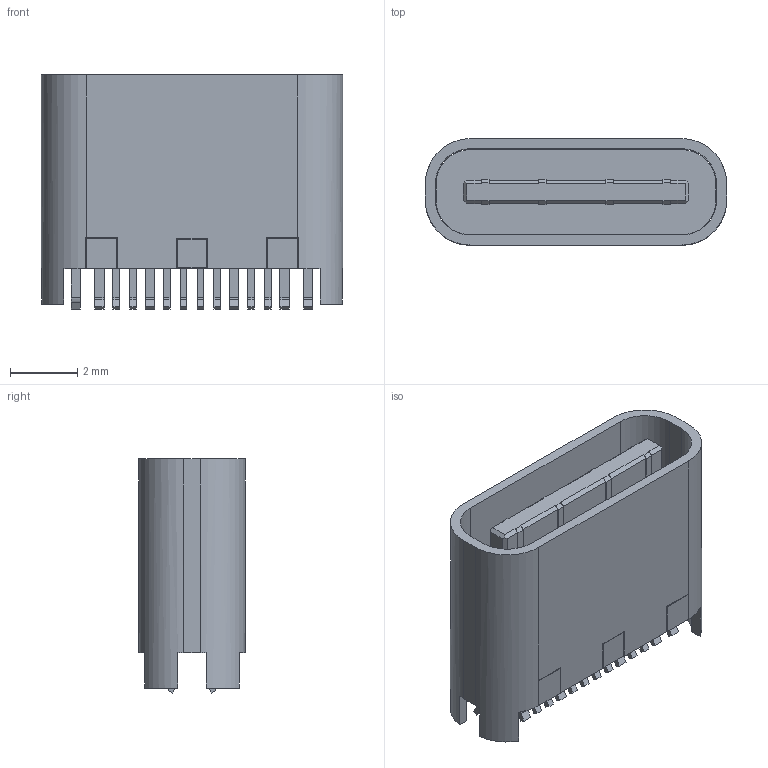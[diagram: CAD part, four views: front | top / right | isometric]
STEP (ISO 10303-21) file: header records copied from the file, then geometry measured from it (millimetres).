
FILE_DESCRIPTION((''),'2;1');
FILE_NAME('JACK-USBC-241SMTV-4BQC14_ASM','2022-10-18T10:40:54',('jirenqiang'),(''),'CREO PARAMETRIC BY PTC INC, 2018050','CREO PARAMETRIC BY PTC INC, 2018050','');
FILE_SCHEMA(('CONFIG_CONTROL_DESIGN'));
Length unit declared in the file: millimetre
Products named in the file (10): JACK-USBC-241SMTV-4BQC14-2; JACK-USBC-241SMTV-4BQC14-3; JACK-USBC-241SMTV-4BQC14-4; JACK-USBC-241SMTV-4BQC14-5; JACK-USBC-241SMTV-4BQC14-6; JACK-USBC-241SMTV-4BQC14-7; JACK-USBC-241SMTV-4BQC14-8; JACK-USBC-241SMTV-4BQC14-9; JACK-USBC-241SMTV-4BQC14-1_ASM; JACK-USBC-241SMTV-4BQC14_ASM
Assembly tree (9 placements, depth 3):
  JACK-USBC-241SMTV-4BQC14_ASM
    JACK-USBC-241SMTV-4BQC14-1_ASM
      JACK-USBC-241SMTV-4BQC14-2
      JACK-USBC-241SMTV-4BQC14-3
      JACK-USBC-241SMTV-4BQC14-4
      JACK-USBC-241SMTV-4BQC14-5
      JACK-USBC-241SMTV-4BQC14-6
      JACK-USBC-241SMTV-4BQC14-7
      JACK-USBC-241SMTV-4BQC14-8
      JACK-USBC-241SMTV-4BQC14-9
Bounding box: 8.94 x 3.16 x 6.95 mm (x, y, z)
Volume: 79.9 mm3; surface area: 426.9 mm2
Topology: 8 solids, 8 shells, 834 faces, 2318 edges, 1546 vertices
Faces by surface type: plane 766, cylinder 68
Entity records: 26554 total; most frequent: CARTESIAN_POINT 4734, ORIENTED_EDGE 4636, DIRECTION 4200, EDGE_CURVE 2318, VECTOR 2154, LINE 2154, VERTEX_POINT 1546, AXIS2_PLACEMENT_3D 1023
